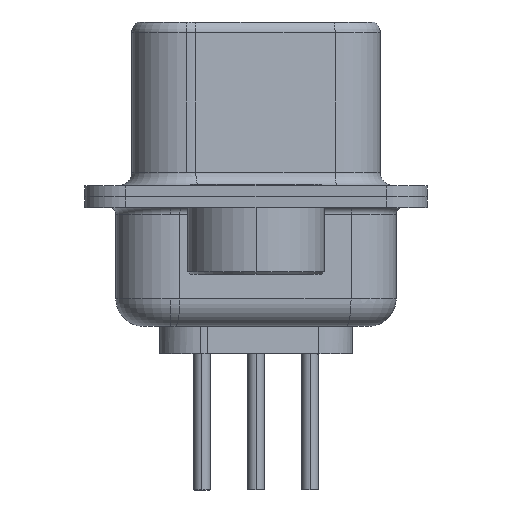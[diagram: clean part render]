
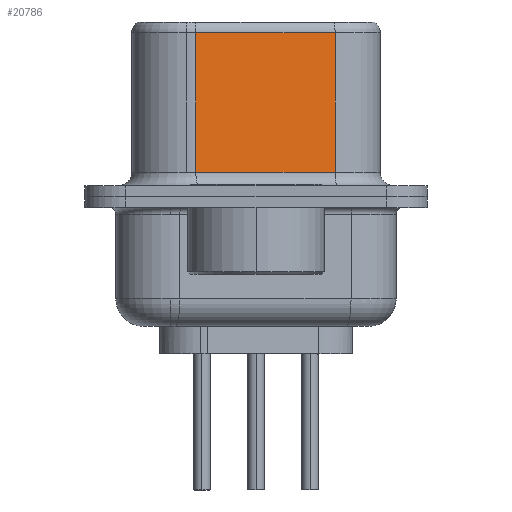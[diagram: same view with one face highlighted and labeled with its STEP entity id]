
A CAD part, left-side view. The second image highlights one B-rep face of the part: STEP entity #20786.
In plain terms, the highlighted planar face has unit normal (-0.985, -0.174, 0).
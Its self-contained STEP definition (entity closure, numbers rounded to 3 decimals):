
#215 = CARTESIAN_POINT ( 'NONE',  ( 3.615, 2.203, 6.5 ) ) ;
#2128 = VECTOR ( 'NONE', #12932, 1000. ) ;
#2157 = DIRECTION ( 'NONE',  ( -0.174, 0.985, 0. ) ) ;
#2868 = CARTESIAN_POINT ( 'NONE',  ( 4.515, -2.897, 0.9 ) ) ;
#3264 = AXIS2_PLACEMENT_3D ( 'NONE', #5482, #19973, #2157 ) ;
#5015 = ORIENTED_EDGE ( 'NONE', *, *, #11885, .T. ) ;
#5462 = DIRECTION ( 'NONE',  ( 0.174, -0.985, 0. ) ) ;
#5482 = CARTESIAN_POINT ( 'NONE',  ( 4.515, -2.897, 6.5 ) ) ;
#5607 = FACE_OUTER_BOUND ( 'NONE', #23075, .T. ) ;
#5678 = LINE ( 'NONE', #215, #2128 ) ;
#6835 = ORIENTED_EDGE ( 'NONE', *, *, #21302, .T. ) ;
#7269 = LINE ( 'NONE', #14507, #8364 ) ;
#8364 = VECTOR ( 'NONE', #10952, 1000. ) ;
#8626 = VERTEX_POINT ( 'NONE', #2868 ) ;
#9580 = VERTEX_POINT ( 'NONE', #11510 ) ;
#10952 = DIRECTION ( 'NONE',  ( -0.174, 0.985, 0. ) ) ;
#11510 = CARTESIAN_POINT ( 'NONE',  ( 3.615, 2.203, 0.9 ) ) ;
#11885 = EDGE_CURVE ( 'NONE', #22805, #9580, #5678, .T. ) ;
#12932 = DIRECTION ( 'NONE',  ( 0., 0., -1. ) ) ;
#13252 = EDGE_CURVE ( 'NONE', #9580, #8626, #21502, .T. ) ;
#14409 = PLANE ( 'NONE',  #3264 ) ;
#14507 = CARTESIAN_POINT ( 'NONE',  ( 4.515, -2.897, 6. ) ) ;
#15046 = CARTESIAN_POINT ( 'NONE',  ( 3.615, 2.203, 6. ) ) ;
#15175 = LINE ( 'NONE', #20746, #16364 ) ;
#16364 = VECTOR ( 'NONE', #16954, 1000. ) ;
#16809 = CARTESIAN_POINT ( 'NONE',  ( 4.515, -2.897, 6. ) ) ;
#16954 = DIRECTION ( 'NONE',  ( 0., 0., -1. ) ) ;
#17283 = ORIENTED_EDGE ( 'NONE', *, *, #22789, .F. ) ;
#19730 = CARTESIAN_POINT ( 'NONE',  ( 4.515, -2.897, 0.9 ) ) ;
#19973 = DIRECTION ( 'NONE',  ( 0.985, 0.174, 0. ) ) ;
#20620 = VERTEX_POINT ( 'NONE', #16809 ) ;
#20746 = CARTESIAN_POINT ( 'NONE',  ( 4.515, -2.897, 6.5 ) ) ;
#20786 = ADVANCED_FACE ( 'NONE', ( #5607 ), #14409, .F. ) ;
#21302 = EDGE_CURVE ( 'NONE', #20620, #22805, #7269, .T. ) ;
#21502 = LINE ( 'NONE', #19730, #21524 ) ;
#21524 = VECTOR ( 'NONE', #5462, 1000. ) ;
#22789 = EDGE_CURVE ( 'NONE', #20620, #8626, #15175, .T. ) ;
#22805 = VERTEX_POINT ( 'NONE', #15046 ) ;
#22855 = ORIENTED_EDGE ( 'NONE', *, *, #13252, .T. ) ;
#23075 = EDGE_LOOP ( 'NONE', ( #17283, #6835, #5015, #22855 ) ) ;
